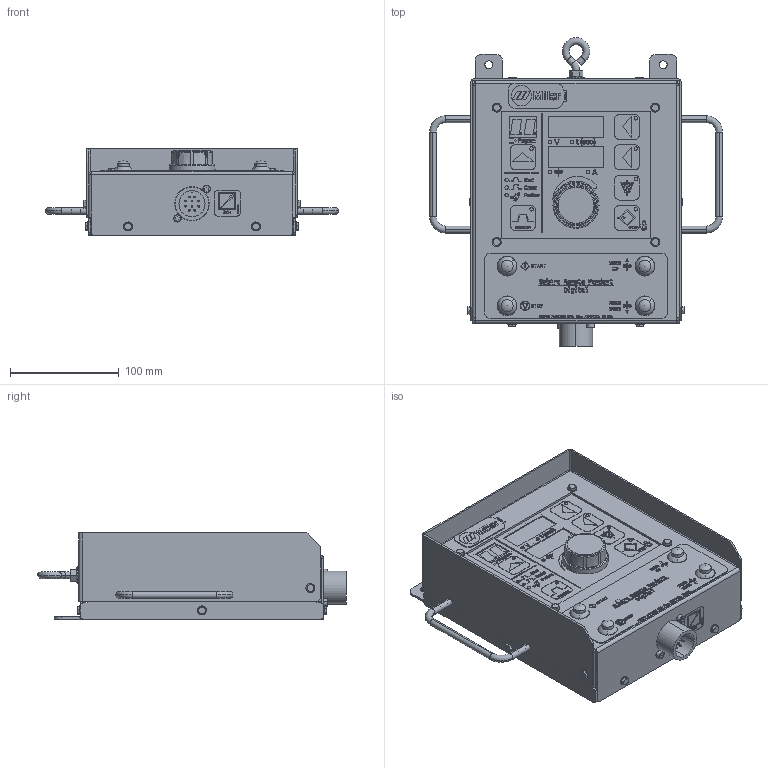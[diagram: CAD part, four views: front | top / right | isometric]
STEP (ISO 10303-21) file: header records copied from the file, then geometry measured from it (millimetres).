
FILE_DESCRIPTION (( 'STEP AP214' ), '1' );
FILE_NAME ('301424 Shell.STEP', '2017-04-04T15:38:14', ( 'ITS' ), ( 'ITW Welding Group' ), 'SwSTEP 2.0', 'SolidWorks 2016', '' );
FILE_SCHEMA (( 'AUTOMOTIVE_DESIGN' ));
Length unit declared in the file: inch
Products named in the file (32): SSCUPSKT 0.19-32x0.375-HX-N; 171007-INSERT; 171007_KNOB; 273605; 070427_8-32x.50; 277785; 239981; 277708; 152461; 224107 PEM_95185A150; Self Forming Screw_0.164-32 x 0.375 Lg (#136420); 222304; Self Forming Screw_0.138-32 x 0.375 Lg (#072785); 277784; 261440; 239978; 277609; 277389_Shield Around Tall; 277607_One Switch; 277388_Tall from Front; 277344; 277394; 202945; 248788; 202946; 277364; 202944; 277933; 301424 Shell; Membrane Overlay Production_273828; 277995; 171007
Assembly tree (55 placements, depth 4):
  301424 Shell
    277394
      277364
      248788
    277388_Tall from Front
    277389_Shield Around Tall
    239978  x2
    277933
      277785
        277784
        222304  x4
        224107 PEM_95185A150  x4
        277708
      273605
      171007
        171007_KNOB
        171007-INSERT
        SSCUPSKT 0.19-32x0.375-HX-N  x2
      277995
      Membrane Overlay Production_273828
    202944  x2
    202946
    202945
    277344
    277607_One Switch
    277609
    261440
    Self Forming Screw_0.138-32 x 0.375 Lg (#072785)  x12
    Self Forming Screw_0.164-32 x 0.375 Lg (#136420)  x4
    152461
    239981
    070427_8-32x.50  x2
Bounding box: 269.9 x 284.25 x 79.38 mm (x, y, z)
Volume: 488131.4 mm3; surface area: 526781.5 mm2
Topology: 51 solids, 51 shells, 5176 faces, 13599 edges, 8909 vertices
Faces by surface type: plane 2995, cylinder 955, bspline 828, cone 336, torus 54, sphere 8
Entity records: 169758 total; most frequent: CARTESIAN_POINT 67112, ORIENTED_EDGE 21328, DIRECTION 16761, EDGE_CURVE 10664, VECTOR 7291, LINE 7291, VERTEX_POINT 7028, AXIS2_PLACEMENT_3D 4735
